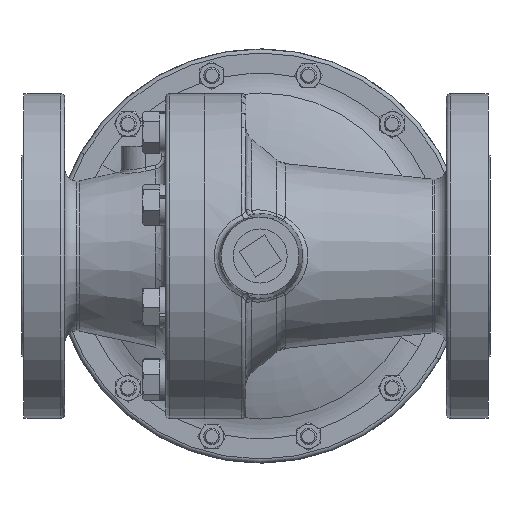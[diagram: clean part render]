
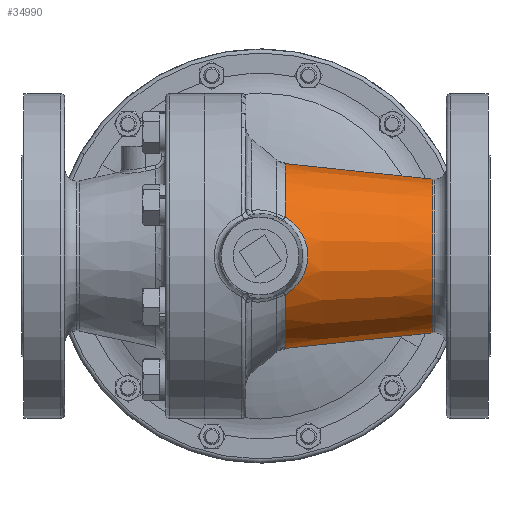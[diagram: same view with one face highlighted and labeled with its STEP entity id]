
A CAD part, front view. The second image highlights one B-rep face of the part: STEP entity #34990.
In plain terms, the highlighted conical face has half-angle 6 degrees and reference radius 60.078 mm.
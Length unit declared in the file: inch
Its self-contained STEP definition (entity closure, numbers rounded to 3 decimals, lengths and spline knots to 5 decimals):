
#3 = CARTESIAN_POINT ( 'NONE',  ( 0.87605, -2.59743, -1.12958 ) ) ;
#625 = DIRECTION ( 'NONE',  ( 0., 0., 1. ) ) ;
#1516 = DIRECTION ( 'NONE',  ( -1., 0., 0. ) ) ;
#1815 = EDGE_CURVE ( 'NONE', #8621, #19463, #29136, .T. ) ;
#2512 = CARTESIAN_POINT ( 'NONE',  ( 1.01559, -2.62794, 1.01693 ) ) ;
#2639 = CARTESIAN_POINT ( 'NONE',  ( 1.43803, -2.75729, 0.30149 ) ) ;
#2686 = EDGE_CURVE ( 'NONE', #14684, #19463, #37338, .T. ) ;
#2758 = CARTESIAN_POINT ( 'NONE',  ( 1.37311, -2.73406, -0.50373 ) ) ;
#2883 = CARTESIAN_POINT ( 'NONE',  ( 0.77403, -2.57966, -1.19475 ) ) ;
#3008 = AXIS2_PLACEMENT_3D ( 'NONE', #12444, #32764, #15365 ) ;
#4619 = CARTESIAN_POINT ( 'NONE',  ( 0.77403, -2.57966, -1.19475 ) ) ;
#4718 = ORIENTED_EDGE ( 'NONE', *, *, #16321, .T. ) ;
#5278 = CARTESIAN_POINT ( 'NONE',  ( 5.31828, 0., -2.36528 ) ) ;
#5398 = CARTESIAN_POINT ( 'NONE',  ( 1.09992, -2.6496, 0.93199 ) ) ;
#5526 = CARTESIAN_POINT ( 'NONE',  ( 1.46684, -2.76801, 0.12268 ) ) ;
#5652 = CARTESIAN_POINT ( 'NONE',  ( 1.30993, -2.71246, -0.64055 ) ) ;
#7373 = VECTOR ( 'NONE', #36709, 39.37008 ) ;
#7570 = ORIENTED_EDGE ( 'NONE', *, *, #18468, .F. ) ;
#7944 = AXIS2_PLACEMENT_3D ( 'NONE', #18813, #1516, #21739 ) ;
#8300 = CARTESIAN_POINT ( 'NONE',  ( 1.15938, -2.66607, 0.86376 ) ) ;
#8432 = CARTESIAN_POINT ( 'NONE',  ( 1.47113, -2.76964, -0.03011 ) ) ;
#8549 = CARTESIAN_POINT ( 'NONE',  ( 1.21473, -2.68221, -0.79309 ) ) ;
#8621 = VERTEX_POINT ( 'NONE', #37469 ) ;
#9943 = DIRECTION ( 'NONE',  ( -0.995, 0., -0.105 ) ) ;
#10654 = EDGE_CURVE ( 'NONE', #8621, #28630, #21584, .T. ) ;
#11188 = VECTOR ( 'NONE', #9943, 39.37008 ) ;
#11237 = CARTESIAN_POINT ( 'NONE',  ( 1.24886, -2.69279, 0.74325 ) ) ;
#11364 = CARTESIAN_POINT ( 'NONE',  ( 1.4659, -2.76767, -0.12175 ) ) ;
#11485 = CARTESIAN_POINT ( 'NONE',  ( 1.13942, -2.66042, -0.88763 ) ) ;
#12439 = DIRECTION ( 'NONE',  ( -1., 0., 0. ) ) ;
#12444 = CARTESIAN_POINT ( 'NONE',  ( 0.77403, 0., 0. ) ) ;
#12747 = CARTESIAN_POINT ( 'NONE',  ( 5.31828, 0., -2.36528 ) ) ;
#13360 = CONICAL_SURFACE ( 'NONE', #32697, 2.36528, 0.105 ) ;
#14019 = CARTESIAN_POINT ( 'NONE',  ( 0.77403, -2.57966, 1.19475 ) ) ;
#14147 = CARTESIAN_POINT ( 'NONE',  ( 1.33724, -2.72166, 0.58713 ) ) ;
#14240 = FACE_OUTER_BOUND ( 'NONE', #27893, .T. ) ;
#14267 = CARTESIAN_POINT ( 'NONE',  ( 1.45038, -2.76188, -0.24202 ) ) ;
#14394 = CARTESIAN_POINT ( 'NONE',  ( 1.07894, -2.64405, -0.95411 ) ) ;
#14684 = VERTEX_POINT ( 'NONE', #18546 ) ;
#15275 = CIRCLE ( 'NONE', #7944, 2.36528 ) ;
#15365 = DIRECTION ( 'NONE',  ( 0., 0., 1. ) ) ;
#15446 = CARTESIAN_POINT ( 'NONE',  ( 0.77403, 0., -2.8429 ) ) ;
#16321 = EDGE_CURVE ( 'NONE', #36029, #14684, #15275, .T. ) ;
#17069 = CARTESIAN_POINT ( 'NONE',  ( 1.38416, -2.73794, 0.47551 ) ) ;
#17198 = CARTESIAN_POINT ( 'NONE',  ( 1.41368, -2.74846, -0.3888 ) ) ;
#17317 = CARTESIAN_POINT ( 'NONE',  ( 0.97057, -2.61735, -1.05637 ) ) ;
#18055 = EDGE_CURVE ( 'NONE', #36029, #19062, #19784, .T. ) ;
#18468 = EDGE_CURVE ( 'NONE', #19062, #28630, #25231, .T. ) ;
#18546 = CARTESIAN_POINT ( 'NONE',  ( 5.31828, 0., 2.36528 ) ) ;
#18813 = CARTESIAN_POINT ( 'NONE',  ( 5.31828, 0., 0. ) ) ;
#19062 = VERTEX_POINT ( 'NONE', #15446 ) ;
#19463 = VERTEX_POINT ( 'NONE', #31700 ) ;
#19784 = LINE ( 'NONE', #12747, #11188 ) ;
#19838 = CARTESIAN_POINT ( 'NONE',  ( 0.97069, -2.61738, 1.05628 ) ) ;
#19961 = CARTESIAN_POINT ( 'NONE',  ( 1.41362, -2.74844, 0.38898 ) ) ;
#20080 = CARTESIAN_POINT ( 'NONE',  ( 1.38422, -2.73796, -0.47535 ) ) ;
#20211 = CARTESIAN_POINT ( 'NONE',  ( 0.82634, -2.58806, -1.16353 ) ) ;
#20239 = ORIENTED_EDGE ( 'NONE', *, *, #2686, .T. ) ;
#21584 = B_SPLINE_CURVE_WITH_KNOTS ( 'NONE', 3,
 ( #14019, #31433, #37230, #19838, #2512, #22775, #5398, #25683, #8300, #28619, #11237, #31556, #14147, #34466, #17069, #37361, #19961, #2639, #22896, #5526, #25804, #8432, #28738, #11364, #31689, #14267, #34589, #17198, #37489, #20080, #2758, #23026, #5652, #25931, #8549, #28859, #11485, #31804, #14394, #34723, #17317, #3, #20211, #2883 ),
 .UNSPECIFIED., .F., .F.,
 ( 4, 2, 2, 2, 2, 2, 2, 2, 2, 2, 2, 2, 2, 2, 2, 2, 2, 2, 2, 2, 2, 4 ),
 ( 0., 0.00462, 0.00924, 0.01155, 0.01386, 0.01847, 0.02309, 0.0254, 0.02771, 0.03233, 0.03695, 0.03926, 0.04157, 0.04619, 0.0485, 0.0508, 0.05542, 0.06004, 0.06235, 0.06466, 0.06928, 0.0739 ),
 .UNSPECIFIED. ) ;
#21739 = DIRECTION ( 'NONE',  ( 0., 0., 1. ) ) ;
#22775 = CARTESIAN_POINT ( 'NONE',  ( 1.07929, -2.64414, 0.95375 ) ) ;
#22896 = CARTESIAN_POINT ( 'NONE',  ( 1.45031, -2.76185, 0.2424 ) ) ;
#23026 = CARTESIAN_POINT ( 'NONE',  ( 1.33727, -2.72167, -0.58708 ) ) ;
#25231 = CIRCLE ( 'NONE', #30134, 2.8429 ) ;
#25683 = CARTESIAN_POINT ( 'NONE',  ( 1.13994, -2.66056, 0.88703 ) ) ;
#25804 = CARTESIAN_POINT ( 'NONE',  ( 1.47109, -2.76962, 0.06206 ) ) ;
#25931 = CARTESIAN_POINT ( 'NONE',  ( 1.24866, -2.69273, -0.74356 ) ) ;
#27893 = EDGE_LOOP ( 'NONE', ( #37221, #4718, #20239, #36998, #30187, #7570 ) ) ;
#28619 = CARTESIAN_POINT ( 'NONE',  ( 1.21504, -2.6823, 0.79263 ) ) ;
#28630 = VERTEX_POINT ( 'NONE', #4619 ) ;
#28738 = CARTESIAN_POINT ( 'NONE',  ( 1.47008, -2.76924, -0.06087 ) ) ;
#28859 = CARTESIAN_POINT ( 'NONE',  ( 1.15879, -2.6659, -0.86448 ) ) ;
#29136 = CIRCLE ( 'NONE', #3008, 2.8429 ) ;
#29350 = CARTESIAN_POINT ( 'NONE',  ( 5.31828, 0., 0. ) ) ;
#29474 = DIRECTION ( 'NONE',  ( -1., 0., 0. ) ) ;
#29832 = CARTESIAN_POINT ( 'NONE',  ( 0.77403, 0., 0. ) ) ;
#30134 = AXIS2_PLACEMENT_3D ( 'NONE', #29832, #12439, #32762 ) ;
#30187 = ORIENTED_EDGE ( 'NONE', *, *, #10654, .T. ) ;
#31433 = CARTESIAN_POINT ( 'NONE',  ( 0.82633, -2.58806, 1.16354 ) ) ;
#31556 = CARTESIAN_POINT ( 'NONE',  ( 1.30995, -2.71246, 0.6405 ) ) ;
#31689 = CARTESIAN_POINT ( 'NONE',  ( 1.46278, -2.7665, -0.15197 ) ) ;
#31700 = CARTESIAN_POINT ( 'NONE',  ( 0.77403, 0., 2.8429 ) ) ;
#31804 = CARTESIAN_POINT ( 'NONE',  ( 1.09952, -2.6495, -0.93243 ) ) ;
#32697 = AXIS2_PLACEMENT_3D ( 'NONE', #29350, #29474, #625 ) ;
#32762 = DIRECTION ( 'NONE',  ( 0., 0., 1. ) ) ;
#32764 = DIRECTION ( 'NONE',  ( -1., 0., 0. ) ) ;
#33695 = CARTESIAN_POINT ( 'NONE',  ( 5.31828, 0., 2.36528 ) ) ;
#34466 = CARTESIAN_POINT ( 'NONE',  ( 1.37305, -2.73404, 0.50387 ) ) ;
#34589 = CARTESIAN_POINT ( 'NONE',  ( 1.4381, -2.75732, -0.30123 ) ) ;
#34723 = CARTESIAN_POINT ( 'NONE',  ( 1.01538, -2.62789, -1.01711 ) ) ;
#34990 = ADVANCED_FACE ( 'NONE', ( #14240 ), #13360, .T. ) ;
#36029 = VERTEX_POINT ( 'NONE', #5278 ) ;
#36709 = DIRECTION ( 'NONE',  ( -0.995, 0., 0.105 ) ) ;
#36998 = ORIENTED_EDGE ( 'NONE', *, *, #1815, .F. ) ;
#37221 = ORIENTED_EDGE ( 'NONE', *, *, #18055, .F. ) ;
#37230 = CARTESIAN_POINT ( 'NONE',  ( 0.87606, -2.59744, 1.12958 ) ) ;
#37338 = LINE ( 'NONE', #33695, #7373 ) ;
#37361 = CARTESIAN_POINT ( 'NONE',  ( 1.40448, -2.74515, 0.41795 ) ) ;
#37469 = CARTESIAN_POINT ( 'NONE',  ( 0.77403, -2.57966, 1.19475 ) ) ;
#37489 = CARTESIAN_POINT ( 'NONE',  ( 1.40453, -2.74517, -0.41779 ) ) ;
